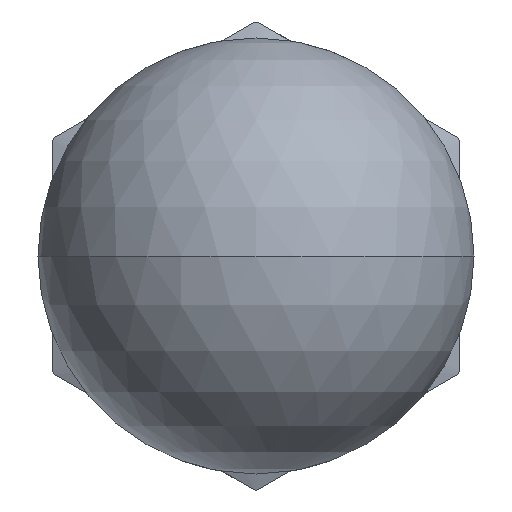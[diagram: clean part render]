
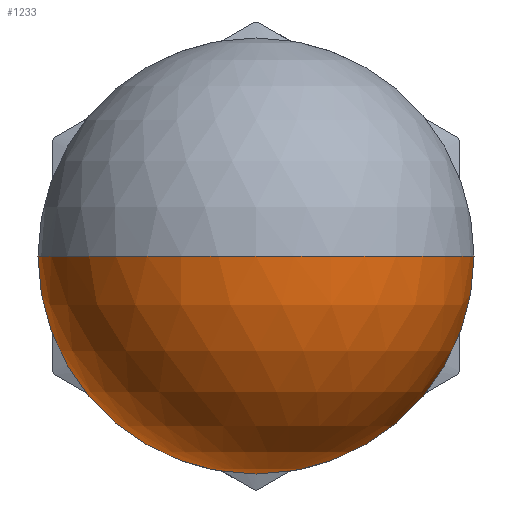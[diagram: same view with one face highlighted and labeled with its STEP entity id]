
A CAD part, front view. The second image highlights one B-rep face of the part: STEP entity #1233.
In plain terms, the highlighted spherical face has radius 7.5 mm.
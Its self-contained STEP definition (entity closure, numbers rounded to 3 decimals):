
#329=CARTESIAN_POINT('',(0.,-14.5,0.));
#330=DIRECTION('',(0.,-1.,0.));
#331=DIRECTION('',(0.,0.,-1.));
#332=AXIS2_PLACEMENT_3D('',#329,#330,#331);
#338=CARTESIAN_POINT('',(0.,-14.5,0.));
#339=DIRECTION('',(0.,-1.,0.));
#340=DIRECTION('',(-1.,0.,0.));
#341=AXIS2_PLACEMENT_3D('',#338,#339,#340);
#346=CARTESIAN_POINT('',(0.,-14.5,0.));
#347=DIRECTION('',(0.,0.,-1.));
#348=DIRECTION('',(1.,0.,0.));
#349=AXIS2_PLACEMENT_3D('',#346,#347,#348);
#402=CARTESIAN_POINT('',(0.,-14.5,0.));
#403=DIRECTION('',(0.,0.,1.));
#404=DIRECTION('',(-1.,0.,0.));
#405=AXIS2_PLACEMENT_3D('',#402,#403,#404);
#1104=CARTESIAN_POINT('',(0.,-14.5,-7.5));
#1105=CARTESIAN_POINT('',(7.5,-14.5,0.));
#1106=VERTEX_POINT('',#1104);
#1107=VERTEX_POINT('',#1105);
#1108=CARTESIAN_POINT('',(0.,-22.,0.));
#1109=VERTEX_POINT('',#1108);
#1110=CARTESIAN_POINT('',(-7.5,-14.5,0.));
#1111=VERTEX_POINT('',#1110);
#1218=CARTESIAN_POINT('',(0.,-14.5,0.));
#1219=DIRECTION('',(0.,0.,1.));
#1220=DIRECTION('',(-1.,0.,0.));
#1221=AXIS2_PLACEMENT_3D('',#1218,#1219,#1220);
#1222=SPHERICAL_SURFACE('',#1221,7.5);
#1224=ORIENTED_EDGE('',*,*,#1223,.F.);
#1226=ORIENTED_EDGE('',*,*,#1225,.F.);
#1228=ORIENTED_EDGE('',*,*,#1227,.T.);
#1230=ORIENTED_EDGE('',*,*,#1229,.F.);
#1231=EDGE_LOOP('',(#1224,#1226,#1228,#1230));
#1232=FACE_OUTER_BOUND('',#1231,.F.);
#333=CIRCLE('',#332,7.5);
#342=CIRCLE('',#341,7.5);
#350=CIRCLE('',#349,7.5);
#406=CIRCLE('',#405,7.5);
#1223=EDGE_CURVE('',#1106,#1107,#333,.T.);
#1225=EDGE_CURVE('',#1111,#1106,#342,.T.);
#1227=EDGE_CURVE('',#1111,#1109,#406,.T.);
#1229=EDGE_CURVE('',#1107,#1109,#350,.T.);
#1233=ADVANCED_FACE('',(#1232),#1222,.T.);
